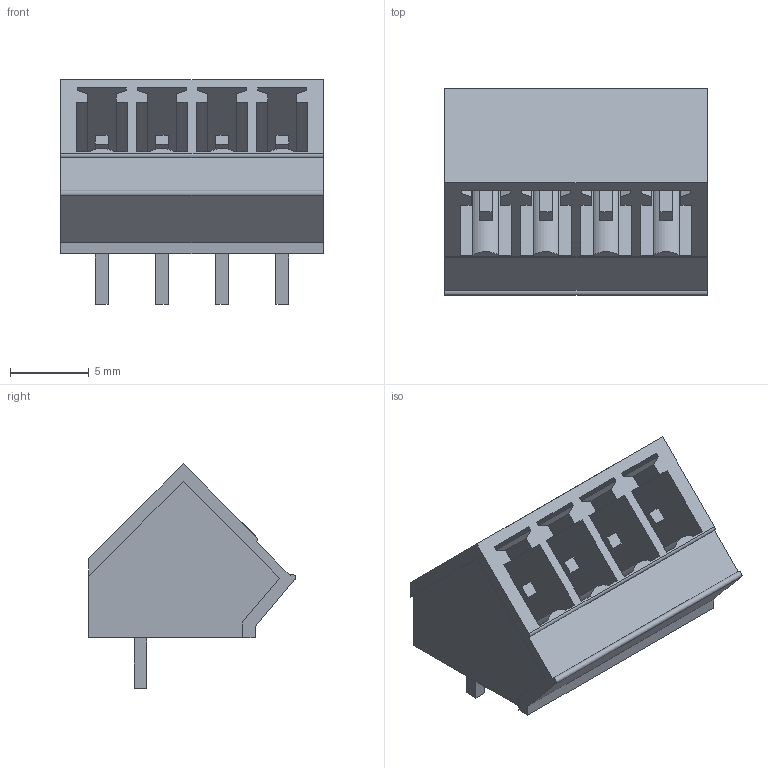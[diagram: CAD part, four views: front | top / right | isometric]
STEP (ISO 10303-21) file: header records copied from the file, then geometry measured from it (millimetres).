
FILE_DESCRIPTION(('CATIA V5 STEP Exchange','CAx-IF Rec.Pracs.--- Model Styling and Organization---1.2---2011-12-15'),'2;1');
FILE_NAME ('D1460958_0_1977220000_1977220000.stp','2018-04-23T10:11:23+00:00',('none'),('Weidmueller'),'CATIA Version 5-6 Release 2014','CATIA V5 STEP AP214','none');
FILE_SCHEMA(('AUTOMOTIVE_DESIGN { 1 0 10303 214 1 1 1 1 }'));
Length unit declared in the file: millimetre
Products named in the file (1): 1977220000
Bounding box: 16.63 x 13.1 x 14.2 mm (x, y, z)
Volume: 777.5 mm3; surface area: 1990 mm2
Topology: 5 solids, 5 shells, 193 faces, 543 edges, 364 vertices
Faces by surface type: plane 179, cylinder 14
Entity records: 6186 total; most frequent: CARTESIAN_POINT 1104, ORIENTED_EDGE 1086, DIRECTION 867, EDGE_CURVE 543, VECTOR 515, LINE 515, VERTEX_POINT 364, EDGE_LOOP 205
